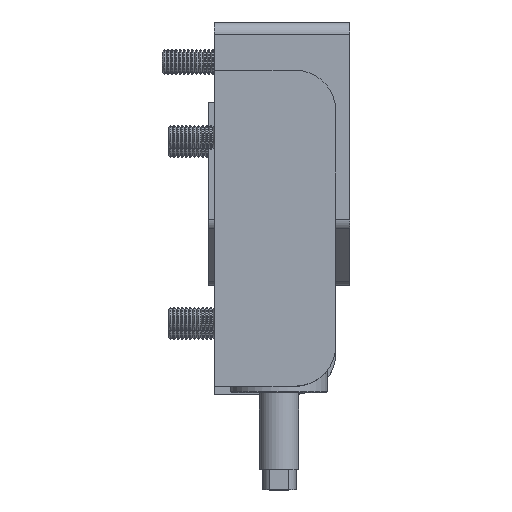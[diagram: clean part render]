
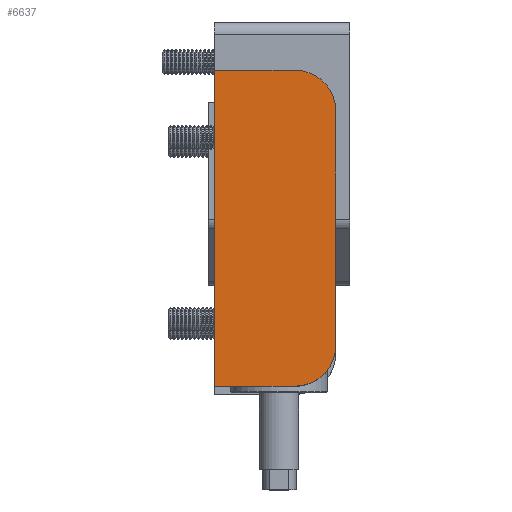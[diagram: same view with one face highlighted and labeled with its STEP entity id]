
A CAD part, top view. The second image highlights one B-rep face of the part: STEP entity #6637.
In plain terms, the highlighted planar face has unit normal (0, 0, 1).
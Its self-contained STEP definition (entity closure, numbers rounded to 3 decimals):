
#227 = CARTESIAN_POINT ( 'NONE',  ( -29., 5., 35. ) ) ;
#575 = LINE ( 'NONE', #5585, #1556 ) ;
#714 = VECTOR ( 'NONE', #9336, 1000. ) ;
#815 = EDGE_CURVE ( 'NONE', #7265, #5835, #8992, .T. ) ;
#966 = EDGE_CURVE ( 'NONE', #2083, #1966, #7663, .T. ) ;
#1337 = AXIS2_PLACEMENT_3D ( 'NONE', #227, #4817, #9756 ) ;
#1478 = CARTESIAN_POINT ( 'NONE',  ( 29., 15., 35. ) ) ;
#1509 = ORIENTED_EDGE ( 'NONE', *, *, #9994, .T. ) ;
#1556 = VECTOR ( 'NONE', #1604, 1000. ) ;
#1604 = DIRECTION ( 'NONE',  ( 1., 0., 0. ) ) ;
#1858 = LINE ( 'NONE', #3477, #6068 ) ;
#1966 = VERTEX_POINT ( 'NONE', #3495 ) ;
#2083 = VERTEX_POINT ( 'NONE', #4956 ) ;
#2433 = ORIENTED_EDGE ( 'NONE', *, *, #8493, .T. ) ;
#3477 = CARTESIAN_POINT ( 'NONE',  ( -39., -15., 35. ) ) ;
#3495 = CARTESIAN_POINT ( 'NONE',  ( 39., 5., 35. ) ) ;
#3766 = CARTESIAN_POINT ( 'NONE',  ( 29., 5., 35. ) ) ;
#4082 = CIRCLE ( 'NONE', #4753, 10. ) ;
#4169 = CARTESIAN_POINT ( 'NONE',  ( -39., -15., 35. ) ) ;
#4179 = VECTOR ( 'NONE', #9280, 1000. ) ;
#4375 = DIRECTION ( 'NONE',  ( 0., -1., 0. ) ) ;
#4500 = EDGE_LOOP ( 'NONE', ( #6074, #8723, #6043, #2433, #9373, #1509 ) ) ;
#4753 = AXIS2_PLACEMENT_3D ( 'NONE', #3766, #6162, #9118 ) ;
#4817 = DIRECTION ( 'NONE',  ( 0., 0., 1. ) ) ;
#4820 = FACE_OUTER_BOUND ( 'NONE', #4500, .T. ) ;
#4956 = CARTESIAN_POINT ( 'NONE',  ( 39., -15., 35. ) ) ;
#5585 = CARTESIAN_POINT ( 'NONE',  ( -39., -15., 35. ) ) ;
#5835 = VERTEX_POINT ( 'NONE', #9334 ) ;
#6043 = ORIENTED_EDGE ( 'NONE', *, *, #7669, .T. ) ;
#6068 = VECTOR ( 'NONE', #4375, 1000. ) ;
#6074 = ORIENTED_EDGE ( 'NONE', *, *, #7055, .T. ) ;
#6109 = CARTESIAN_POINT ( 'NONE',  ( 39., -15., 35. ) ) ;
#6162 = DIRECTION ( 'NONE',  ( 0., 0., 1. ) ) ;
#6314 = LINE ( 'NONE', #7095, #714 ) ;
#6637 = ADVANCED_FACE ( 'NONE', ( #4820 ), #10268, .F. ) ;
#6806 = CARTESIAN_POINT ( 'NONE',  ( 0., 0., 35. ) ) ;
#7055 = EDGE_CURVE ( 'NONE', #9152, #7265, #6314, .T. ) ;
#7062 = DIRECTION ( 'NONE',  ( -1., 0., 0. ) ) ;
#7095 = CARTESIAN_POINT ( 'NONE',  ( -39., 15., 35. ) ) ;
#7265 = VERTEX_POINT ( 'NONE', #7407 ) ;
#7407 = CARTESIAN_POINT ( 'NONE',  ( -29., 15., 35. ) ) ;
#7639 = DIRECTION ( 'NONE',  ( 0., 0., -1. ) ) ;
#7663 = LINE ( 'NONE', #6109, #4179 ) ;
#7669 = EDGE_CURVE ( 'NONE', #5835, #8585, #1858, .T. ) ;
#8493 = EDGE_CURVE ( 'NONE', #8585, #2083, #575, .T. ) ;
#8585 = VERTEX_POINT ( 'NONE', #4169 ) ;
#8681 = AXIS2_PLACEMENT_3D ( 'NONE', #6806, #7639, #7062 ) ;
#8723 = ORIENTED_EDGE ( 'NONE', *, *, #815, .T. ) ;
#8992 = CIRCLE ( 'NONE', #1337, 10. ) ;
#9118 = DIRECTION ( 'NONE',  ( -1., 0., 0. ) ) ;
#9152 = VERTEX_POINT ( 'NONE', #1478 ) ;
#9280 = DIRECTION ( 'NONE',  ( 0., 1., 0. ) ) ;
#9334 = CARTESIAN_POINT ( 'NONE',  ( -39., 5., 35. ) ) ;
#9336 = DIRECTION ( 'NONE',  ( -1., 0., 0. ) ) ;
#9373 = ORIENTED_EDGE ( 'NONE', *, *, #966, .T. ) ;
#9756 = DIRECTION ( 'NONE',  ( -1., 0., 0. ) ) ;
#9994 = EDGE_CURVE ( 'NONE', #1966, #9152, #4082, .T. ) ;
#10268 = PLANE ( 'NONE',  #8681 ) ;
